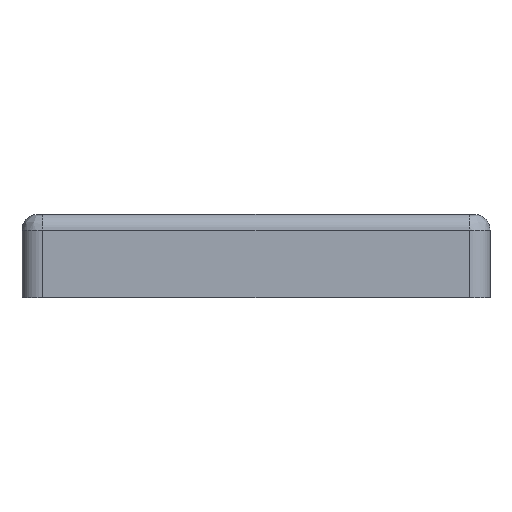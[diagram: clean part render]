
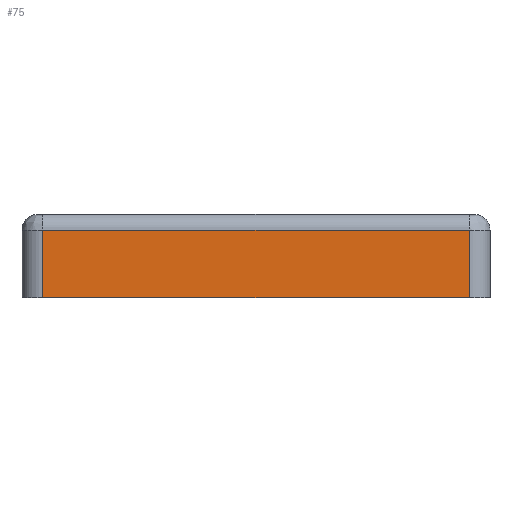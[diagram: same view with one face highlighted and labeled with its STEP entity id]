
A CAD part, front view. The second image highlights one B-rep face of the part: STEP entity #75.
In plain terms, the highlighted planar face has unit normal (0, -1, 0).
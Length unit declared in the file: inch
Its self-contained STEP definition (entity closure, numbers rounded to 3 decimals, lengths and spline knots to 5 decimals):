
#75 = ADVANCED_FACE ( 'NONE', ( #3768 ), #1792, .F. ) ;
#166 = CARTESIAN_POINT ( 'NONE',  ( 1.61417, -1.77165, 0. ) ) ;
#195 = VECTOR ( 'NONE', #1750, 39.37008 ) ;
#1182 = ORIENTED_EDGE ( 'NONE', *, *, #3922, .F. ) ;
#1486 = CARTESIAN_POINT ( 'NONE',  ( -1.77165, -1.77165, 0.62992 ) ) ;
#1493 = DIRECTION ( 'NONE',  ( 0., 1., 0. ) ) ;
#1499 = ORIENTED_EDGE ( 'NONE', *, *, #4423, .F. ) ;
#1506 = DIRECTION ( 'NONE',  ( 0., 0., 1. ) ) ;
#1750 = DIRECTION ( 'NONE',  ( 1., 0., 0. ) ) ;
#1792 = PLANE ( 'NONE',  #8945 ) ;
#2793 = EDGE_CURVE ( 'NONE', #3744, #3979, #6506, .T. ) ;
#3200 = VECTOR ( 'NONE', #3421, 39.37008 ) ;
#3421 = DIRECTION ( 'NONE',  ( 0., 0., 1. ) ) ;
#3744 = VERTEX_POINT ( 'NONE', #6264 ) ;
#3768 = FACE_OUTER_BOUND ( 'NONE', #9502, .T. ) ;
#3922 = EDGE_CURVE ( 'NONE', #3979, #8702, #5031, .T. ) ;
#3979 = VERTEX_POINT ( 'NONE', #8637 ) ;
#4092 = VECTOR ( 'NONE', #7768, 39.37008 ) ;
#4212 = CARTESIAN_POINT ( 'NONE',  ( -1.61417, -1.77165, 0.62992 ) ) ;
#4423 = EDGE_CURVE ( 'NONE', #8702, #5291, #6533, .T. ) ;
#5031 = LINE ( 'NONE', #7716, #6929 ) ;
#5291 = VERTEX_POINT ( 'NONE', #7602 ) ;
#5421 = LINE ( 'NONE', #4212, #3200 ) ;
#6005 = EDGE_CURVE ( 'NONE', #5291, #3744, #5421, .T. ) ;
#6264 = CARTESIAN_POINT ( 'NONE',  ( -1.61417, -1.77165, 0.51181 ) ) ;
#6506 = LINE ( 'NONE', #7926, #195 ) ;
#6533 = LINE ( 'NONE', #7429, #4092 ) ;
#6929 = VECTOR ( 'NONE', #7664, 39.37008 ) ;
#7429 = CARTESIAN_POINT ( 'NONE',  ( -1.77165, -1.77165, 0. ) ) ;
#7602 = CARTESIAN_POINT ( 'NONE',  ( -1.61417, -1.77165, 0. ) ) ;
#7664 = DIRECTION ( 'NONE',  ( 0., 0., -1. ) ) ;
#7666 = ORIENTED_EDGE ( 'NONE', *, *, #6005, .F. ) ;
#7716 = CARTESIAN_POINT ( 'NONE',  ( 1.61417, -1.77165, 0.62992 ) ) ;
#7768 = DIRECTION ( 'NONE',  ( -1., 0., 0. ) ) ;
#7926 = CARTESIAN_POINT ( 'NONE',  ( -1.77165, -1.77165, 0.51181 ) ) ;
#8281 = ORIENTED_EDGE ( 'NONE', *, *, #2793, .F. ) ;
#8637 = CARTESIAN_POINT ( 'NONE',  ( 1.61417, -1.77165, 0.51181 ) ) ;
#8702 = VERTEX_POINT ( 'NONE', #166 ) ;
#8945 = AXIS2_PLACEMENT_3D ( 'NONE', #1486, #1493, #1506 ) ;
#9502 = EDGE_LOOP ( 'NONE', ( #8281, #7666, #1499, #1182 ) ) ;
